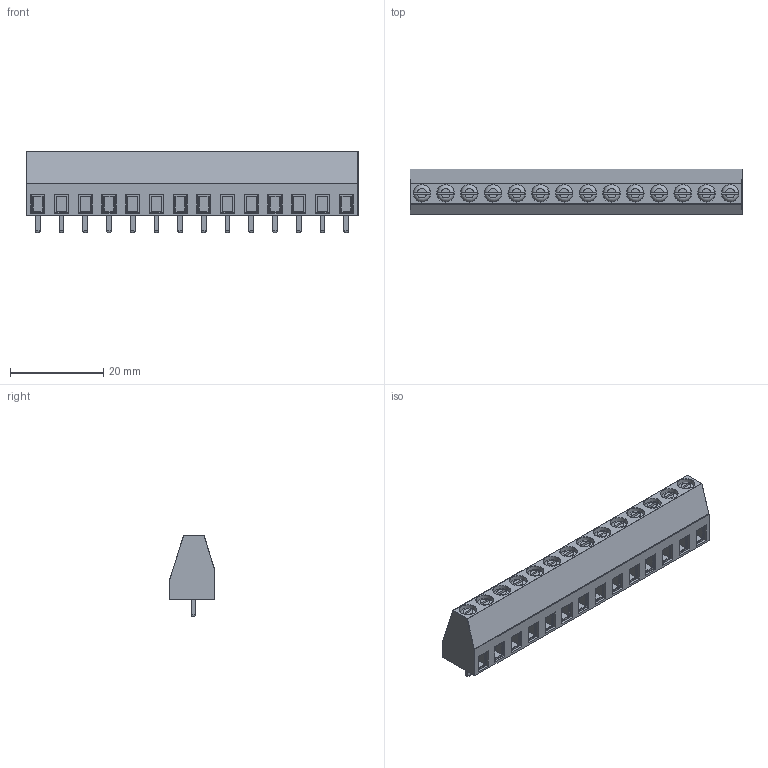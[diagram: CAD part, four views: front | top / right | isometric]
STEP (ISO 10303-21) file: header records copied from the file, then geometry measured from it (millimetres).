
FILE_DESCRIPTION(/* description */ ('model of TerminalBlock_Phoenix_MKDS-1,5-14-5.08_1x14_P5.08mm_Horizontal'),/* implementation_level */ '2;1');
FILE_NAME(/* name */ 'TerminalBlock_Phoenix_MKDS-1,5-14-5.08_1x14_P5.08mm_Horizontal.step',/* time_stamp */ '2019-06-17T02:13:46',/* author */ ('kicad StepUp','ksu'),/* organization */ ('FreeCAD'),/* preprocessor_version */ 'OCC',/* originating_system */ 'kicad StepUp',/* authorisation */ '');
FILE_SCHEMA(('AUTOMOTIVE_DESIGN { 1 0 10303 214 1 1 1 1 }'));
Length unit declared in the file: millimetre
Products named in the file (1): MKDS_1_5_14
Bounding box: 71.12 x 9.8 x 17.4 mm (x, y, z)
Volume: 7239.9 mm3; surface area: 4761.8 mm2
Topology: 1 solids, 1 shells, 589 faces, 1337 edges, 816 vertices
Faces by surface type: plane 359, cylinder 198, torus 28, bspline 4
Full cylindrical faces by diameter (mm): 3.68 x14
Entity records: 22079 total; most frequent: CARTESIAN_POINT 4697, DIRECTION 2759, ORIENTED_EDGE 2666, EDGE_CURVE 1333, LINE 947, VECTOR 947, AXIS2_PLACEMENT_3D 906, VERTEX_POINT 816
